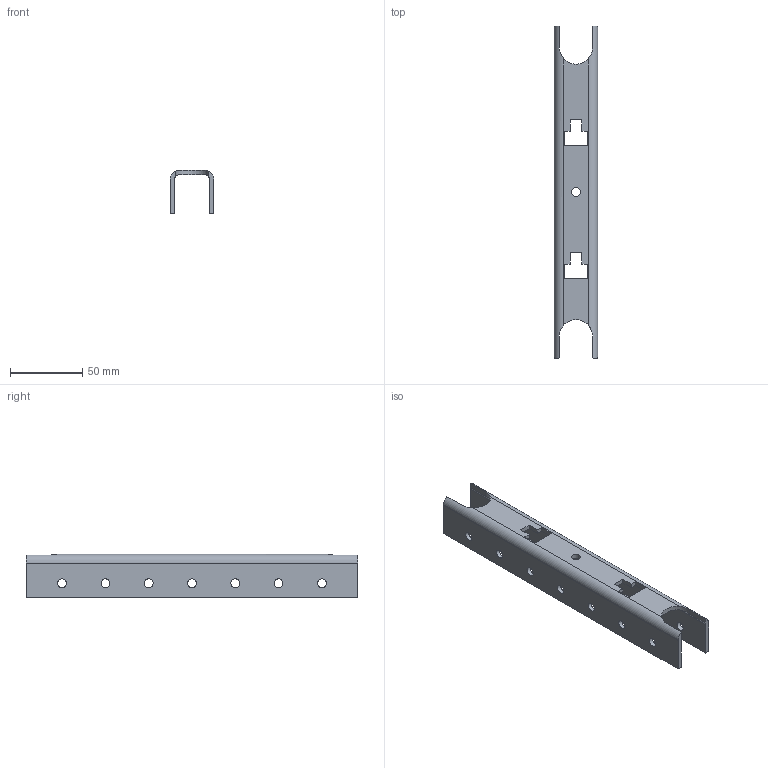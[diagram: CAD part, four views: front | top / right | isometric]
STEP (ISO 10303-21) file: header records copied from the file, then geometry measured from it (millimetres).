
FILE_DESCRIPTION(/* description */ (''),/* implementation_level */ '2;1');
FILE_NAME(/* name */ '5.4 Press brake bottom.step',/* time_stamp */ '2024-08-16T09:46:19+02:00',/* author */ (''),/* organization */ (''),/* preprocessor_version */ 'ST-DEVELOPER v20',/* originating_system */ 'Autodesk Translation Framework v13.14.0.145',/* authorisation */ '');
FILE_SCHEMA (('AUTOMOTIVE_DESIGN { 1 0 10303 214 3 1 1 }'));
Length unit declared in the file: millimetre
Products named in the file (1): FusionComponent
Bounding box: 30 x 230 x 30 mm (x, y, z)
Volume: 49281.9 mm3; surface area: 36288.8 mm2
Topology: 1 solids, 1 shells, 53 faces, 153 edges, 102 vertices
Faces by surface type: plane 32, cylinder 21
Full cylindrical faces by diameter (mm): 6 x1, 6.1 x14
Entity records: 1890 total; most frequent: CARTESIAN_POINT 365, ORIENTED_EDGE 306, DIRECTION 295, EDGE_CURVE 153, LINE 103, VECTOR 103, VERTEX_POINT 102, AXIS2_PLACEMENT_3D 96
